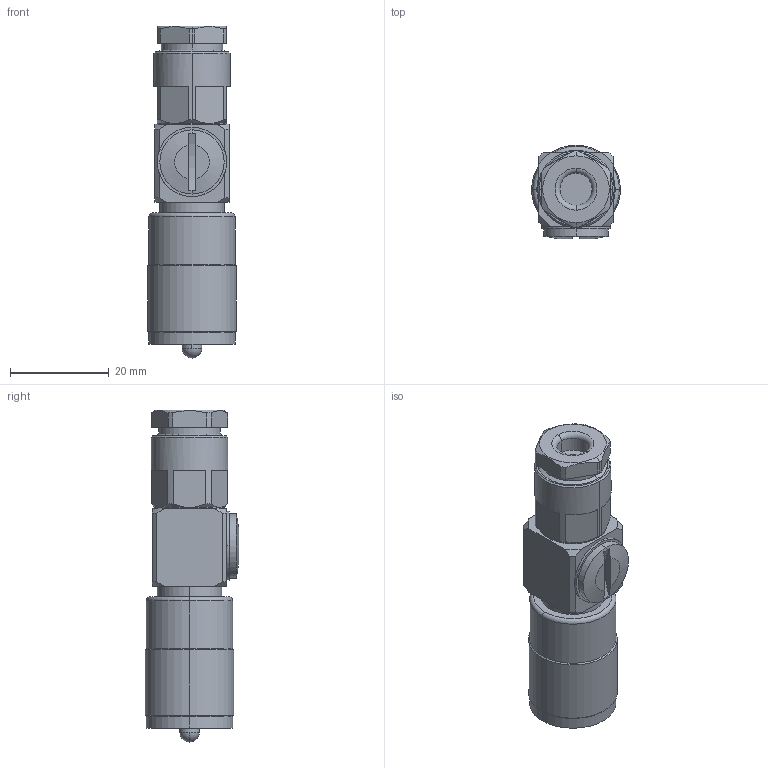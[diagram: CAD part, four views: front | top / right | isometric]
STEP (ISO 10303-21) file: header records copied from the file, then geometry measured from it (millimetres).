
FILE_DESCRIPTION (( 'STEP AP214' ), '1' );
FILE_NAME ('J01040A0015.STEP', '2019-07-10T09:30:20', ( '' ), ( '' ), 'SwSTEP 2.0', 'SolidWorks 2018', '' );
FILE_SCHEMA (( 'AUTOMOTIVE_DESIGN' ));
Length unit declared in the file: millimetre
Products named in the file (1): J01040A0015
Bounding box: 18 x 19 x 67.23 mm (x, y, z)
Volume: 13127.5 mm3; surface area: 4671.1 mm2
Topology: 1 solids, 1 shells, 114 faces, 275 edges, 170 vertices
Faces by surface type: plane 39, cylinder 38, cone 31, torus 4, sphere 2
Entity records: 4698 total; most frequent: CARTESIAN_POINT 756, DIRECTION 590, ORIENTED_EDGE 546, EDGE_CURVE 273, AXIS2_PLACEMENT_3D 244, VERTEX_POINT 170, CIRCLE 129, EDGE_LOOP 123
